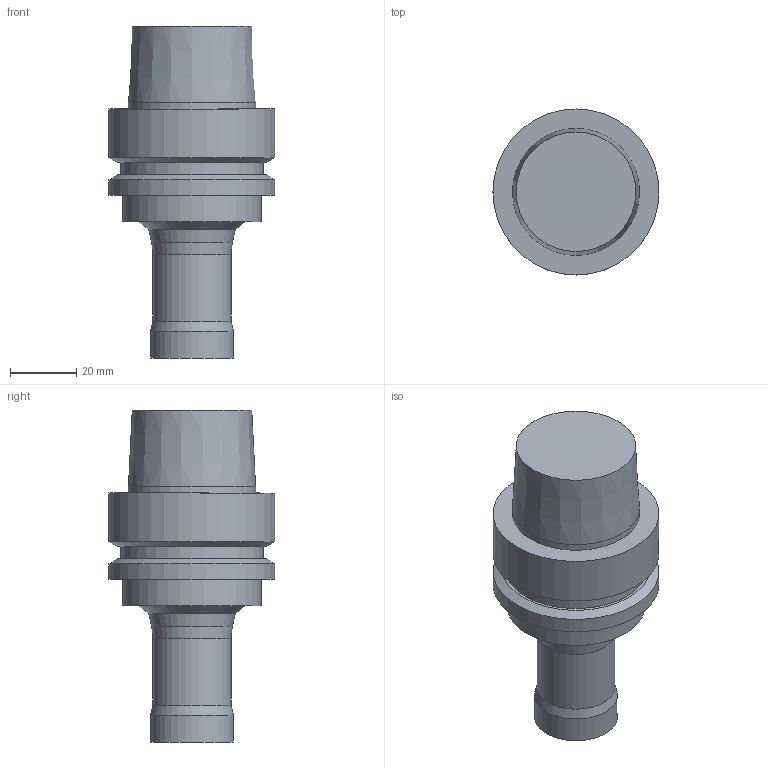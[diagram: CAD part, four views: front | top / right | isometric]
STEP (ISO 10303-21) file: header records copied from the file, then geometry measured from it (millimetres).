
FILE_DESCRIPTION((''),'1');
FILE_NAME('HSK-A50-FCR25083-75.stp','2012-05-31T01:40:23',(''),(''),'Spatial Interop R18','Kubotek KeyCreator V8.5.1 (14335)',' ');
FILE_SCHEMA(('CONFIG_CONTROL_DESIGN'));
Length unit declared in the file: millimetre
Products named in the file (1): 1
Bounding box: 50 x 50 x 100 mm (x, y, z)
Volume: 105839.2 mm3; surface area: 15409.7 mm2
Topology: 1 solids, 1 shells, 21 faces, 34 edges, 20 vertices
Faces by surface type: cone 7, cylinder 7, plane 7
Full cylindrical faces by diameter (mm): 23.5 x1, 25 x1, 38.3 x1, 41.6 x1, 43 x1, 50 x2
Entity records: 458 total; most frequent: DIRECTION 84, CARTESIAN_POINT 62, AXIS2_PLACEMENT_3D 42, EDGE_LOOP 40, ORIENTED_EDGE 40, FACE_BOUND 33, ADVANCED_FACE 21, EDGE_CURVE 20
